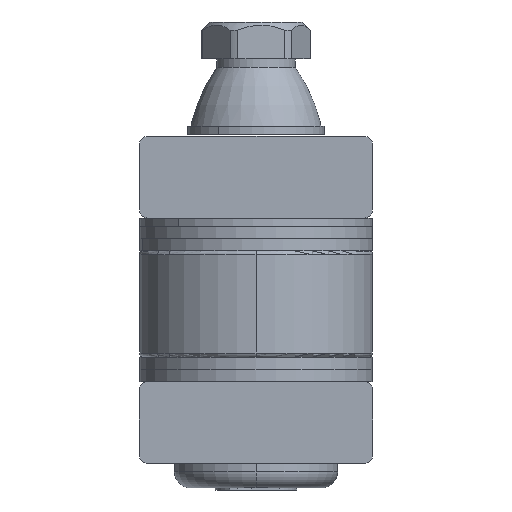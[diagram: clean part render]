
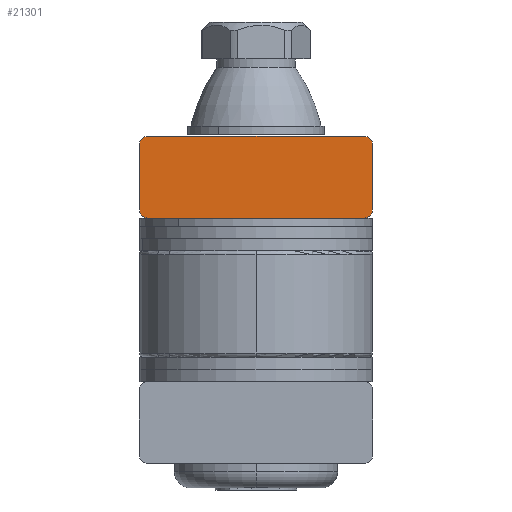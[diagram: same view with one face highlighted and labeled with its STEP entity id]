
A CAD part, left-side view. The second image highlights one B-rep face of the part: STEP entity #21301.
In plain terms, the highlighted planar face has unit normal (-1, 0, 0).
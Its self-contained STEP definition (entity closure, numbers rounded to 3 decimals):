
#55 = EDGE_CURVE ( 'NONE', #9123, #21677, #5424, .T. ) ;
#232 = CARTESIAN_POINT ( 'NONE',  ( -40., 28.5, 23. ) ) ;
#262 = AXIS2_PLACEMENT_3D ( 'NONE', #20817, #5714, #10021 ) ;
#310 = EDGE_CURVE ( 'NONE', #16600, #1893, #11160, .T. ) ;
#1893 = VERTEX_POINT ( 'NONE', #2111 ) ;
#2111 = CARTESIAN_POINT ( 'NONE',  ( -40., 28.5, 39. ) ) ;
#2300 = FACE_OUTER_BOUND ( 'NONE', #21213, .T. ) ;
#3505 = VECTOR ( 'NONE', #21309, 1000. ) ;
#3540 = EDGE_CURVE ( 'NONE', #11649, #9618, #13722, .T. ) ;
#3643 = EDGE_CURVE ( 'NONE', #6528, #9618, #8367, .T. ) ;
#3948 = ORIENTED_EDGE ( 'NONE', *, *, #16931, .T. ) ;
#5098 = AXIS2_PLACEMENT_3D ( 'NONE', #19721, #19818, #21901 ) ;
#5424 = CIRCLE ( 'NONE', #5098, 2. ) ;
#5714 = DIRECTION ( 'NONE',  ( -1., 0., 0. ) ) ;
#5829 = ORIENTED_EDGE ( 'NONE', *, *, #24654, .T. ) ;
#6372 = DIRECTION ( 'NONE',  ( 0., -1., 0. ) ) ;
#6528 = VERTEX_POINT ( 'NONE', #26528 ) ;
#6742 = ORIENTED_EDGE ( 'NONE', *, *, #3540, .T. ) ;
#7310 = DIRECTION ( 'NONE',  ( 0., -1., 0. ) ) ;
#7532 = ORIENTED_EDGE ( 'NONE', *, *, #55, .T. ) ;
#7707 = CIRCLE ( 'NONE', #12468, 2. ) ;
#8367 = LINE ( 'NONE', #10682, #26974 ) ;
#8526 = DIRECTION ( 'NONE',  ( -1., 0., 0. ) ) ;
#9123 = VERTEX_POINT ( 'NONE', #16772 ) ;
#9445 = ORIENTED_EDGE ( 'NONE', *, *, #19536, .T. ) ;
#9618 = VERTEX_POINT ( 'NONE', #24870 ) ;
#9785 = DIRECTION ( 'NONE',  ( 0., 0., 1. ) ) ;
#10021 = DIRECTION ( 'NONE',  ( 0., -1., 0. ) ) ;
#10682 = CARTESIAN_POINT ( 'NONE',  ( -40., -28.5, 21. ) ) ;
#10831 = DIRECTION ( 'NONE',  ( 0., 0., 1. ) ) ;
#11160 = CIRCLE ( 'NONE', #262, 2. ) ;
#11649 = VERTEX_POINT ( 'NONE', #232 ) ;
#11800 = CARTESIAN_POINT ( 'NONE',  ( -40., 26.5, 41. ) ) ;
#12181 = AXIS2_PLACEMENT_3D ( 'NONE', #21284, #8526, #6372 ) ;
#12468 = AXIS2_PLACEMENT_3D ( 'NONE', #12497, #12590, #25551 ) ;
#12497 = CARTESIAN_POINT ( 'NONE',  ( -40., -26.5, 23. ) ) ;
#12590 = DIRECTION ( 'NONE',  ( -1., 0., 0. ) ) ;
#12630 = CARTESIAN_POINT ( 'NONE',  ( -40., -26.5, 41. ) ) ;
#13101 = EDGE_CURVE ( 'NONE', #11649, #1893, #21690, .T. ) ;
#13722 = CIRCLE ( 'NONE', #12181, 2. ) ;
#13901 = DIRECTION ( 'NONE',  ( 0., 1., 0. ) ) ;
#14501 = VERTEX_POINT ( 'NONE', #17196 ) ;
#15841 = PLANE ( 'NONE',  #21662 ) ;
#16102 = LINE ( 'NONE', #17146, #16454 ) ;
#16454 = VECTOR ( 'NONE', #10831, 1000. ) ;
#16600 = VERTEX_POINT ( 'NONE', #11800 ) ;
#16772 = CARTESIAN_POINT ( 'NONE',  ( -40., -28.5, 39. ) ) ;
#16931 = EDGE_CURVE ( 'NONE', #14501, #9123, #16102, .T. ) ;
#17146 = CARTESIAN_POINT ( 'NONE',  ( -40., -28.5, 21. ) ) ;
#17196 = CARTESIAN_POINT ( 'NONE',  ( -40., -28.5, 23. ) ) ;
#18037 = CARTESIAN_POINT ( 'NONE',  ( -40., -28.5, 21. ) ) ;
#19046 = CARTESIAN_POINT ( 'NONE',  ( -40., -28.5, 41. ) ) ;
#19536 = EDGE_CURVE ( 'NONE', #6528, #14501, #7707, .T. ) ;
#19663 = VECTOR ( 'NONE', #9785, 1000. ) ;
#19721 = CARTESIAN_POINT ( 'NONE',  ( -40., -26.5, 39. ) ) ;
#19818 = DIRECTION ( 'NONE',  ( -1., 0., 0. ) ) ;
#20237 = DIRECTION ( 'NONE',  ( 1., 0., 0. ) ) ;
#20817 = CARTESIAN_POINT ( 'NONE',  ( -40., 26.5, 39. ) ) ;
#21213 = EDGE_LOOP ( 'NONE', ( #5829, #23528, #27878, #6742, #21653, #9445, #3948, #7532 ) ) ;
#21284 = CARTESIAN_POINT ( 'NONE',  ( -40., 26.5, 23. ) ) ;
#21301 = ADVANCED_FACE ( 'NONE', ( #2300 ), #15841, .F. ) ;
#21309 = DIRECTION ( 'NONE',  ( 0., 1., 0. ) ) ;
#21653 = ORIENTED_EDGE ( 'NONE', *, *, #3643, .F. ) ;
#21662 = AXIS2_PLACEMENT_3D ( 'NONE', #18037, #20237, #7310 ) ;
#21677 = VERTEX_POINT ( 'NONE', #12630 ) ;
#21690 = LINE ( 'NONE', #24823, #19663 ) ;
#21901 = DIRECTION ( 'NONE',  ( 0., -1., 0. ) ) ;
#23380 = LINE ( 'NONE', #19046, #3505 ) ;
#23528 = ORIENTED_EDGE ( 'NONE', *, *, #310, .T. ) ;
#24654 = EDGE_CURVE ( 'NONE', #21677, #16600, #23380, .T. ) ;
#24823 = CARTESIAN_POINT ( 'NONE',  ( -40., 28.5, 21. ) ) ;
#24870 = CARTESIAN_POINT ( 'NONE',  ( -40., 26.5, 21. ) ) ;
#25551 = DIRECTION ( 'NONE',  ( 0., -1., 0. ) ) ;
#26528 = CARTESIAN_POINT ( 'NONE',  ( -40., -26.5, 21. ) ) ;
#26974 = VECTOR ( 'NONE', #13901, 1000. ) ;
#27878 = ORIENTED_EDGE ( 'NONE', *, *, #13101, .F. ) ;
